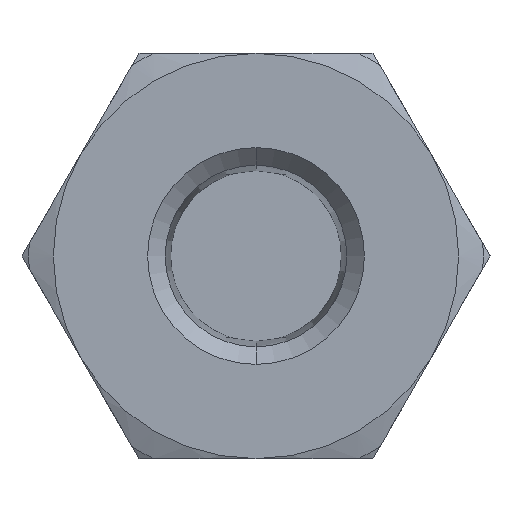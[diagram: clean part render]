
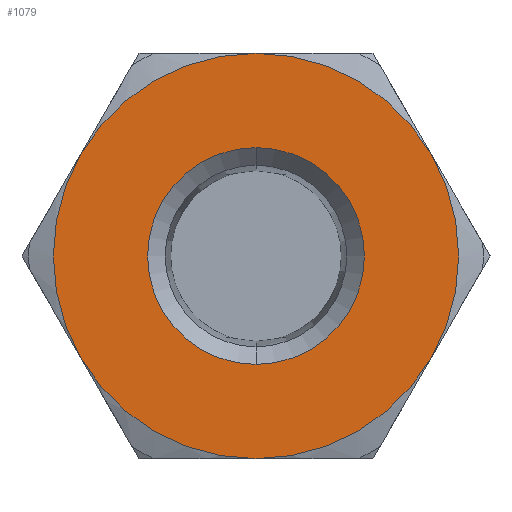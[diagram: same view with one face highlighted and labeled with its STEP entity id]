
A CAD part, front view. The second image highlights one B-rep face of the part: STEP entity #1079.
In plain terms, the highlighted planar face has unit normal (0, -1, 0).
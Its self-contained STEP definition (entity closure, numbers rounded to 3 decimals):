
#45 = AXIS2_PLACEMENT_3D ( 'NONE', #2842, #693, #8857 ) ;
#103 = DIRECTION ( 'NONE',  ( 0., 0., 1. ) ) ;
#693 = DIRECTION ( 'NONE',  ( 0., 1., 0. ) ) ;
#748 = ORIENTED_EDGE ( 'NONE', *, *, #10883, .F. ) ;
#863 = DIRECTION ( 'NONE',  ( 0., 0., -1. ) ) ;
#1018 = CIRCLE ( 'NONE', #8502, 9.5 ) ;
#1079 = ADVANCED_FACE ( 'NONE', ( #11895, #1934 ), #2910, .F. ) ;
#1216 = DIRECTION ( 'NONE',  ( 0., 1., 0. ) ) ;
#1624 = ORIENTED_EDGE ( 'NONE', *, *, #3122, .F. ) ;
#1934 = FACE_OUTER_BOUND ( 'NONE', #12056, .T. ) ;
#1966 = CARTESIAN_POINT ( 'NONE',  ( 0., -21.7, 5.083 ) ) ;
#1991 = VERTEX_POINT ( 'NONE', #12546 ) ;
#2010 = DIRECTION ( 'NONE',  ( 0., -1., 0. ) ) ;
#2090 = DIRECTION ( 'NONE',  ( 0., 0., 1. ) ) ;
#2195 = ORIENTED_EDGE ( 'NONE', *, *, #12206, .F. ) ;
#2350 = AXIS2_PLACEMENT_3D ( 'NONE', #11072, #7698, #3121 ) ;
#2842 = CARTESIAN_POINT ( 'NONE',  ( 0., -21.7, 0. ) ) ;
#2897 = CARTESIAN_POINT ( 'NONE',  ( 8.227, -21.7, -4.75 ) ) ;
#2910 = PLANE ( 'NONE',  #2350 ) ;
#3121 = DIRECTION ( 'NONE',  ( 0., 0., 1. ) ) ;
#3122 = EDGE_CURVE ( 'NONE', #13017, #4508, #6775, .T. ) ;
#3349 = CARTESIAN_POINT ( 'NONE',  ( 0., -21.7, 0. ) ) ;
#3507 = CARTESIAN_POINT ( 'NONE',  ( 0., -21.7, 0. ) ) ;
#3616 = EDGE_LOOP ( 'NONE', ( #4058, #7561 ) ) ;
#4058 = ORIENTED_EDGE ( 'NONE', *, *, #10725, .F. ) ;
#4508 = VERTEX_POINT ( 'NONE', #5049 ) ;
#4523 = DIRECTION ( 'NONE',  ( 0., 0., 1. ) ) ;
#4712 = AXIS2_PLACEMENT_3D ( 'NONE', #3507, #11597, #103 ) ;
#4746 = CIRCLE ( 'NONE', #10598, 5.083 ) ;
#4948 = DIRECTION ( 'NONE',  ( 0., 0., 1. ) ) ;
#5049 = CARTESIAN_POINT ( 'NONE',  ( 8.227, -21.7, 4.75 ) ) ;
#5239 = ORIENTED_EDGE ( 'NONE', *, *, #7801, .F. ) ;
#5509 = DIRECTION ( 'NONE',  ( 0., 1., 0. ) ) ;
#5798 = CIRCLE ( 'NONE', #9851, 9.5 ) ;
#5860 = DIRECTION ( 'NONE',  ( 0., -1., 0. ) ) ;
#5903 = CIRCLE ( 'NONE', #11442, 9.5 ) ;
#6249 = CARTESIAN_POINT ( 'NONE',  ( 0., -21.7, 0. ) ) ;
#6562 = EDGE_CURVE ( 'NONE', #4508, #7096, #7109, .T. ) ;
#6775 = CIRCLE ( 'NONE', #4712, 9.5 ) ;
#6777 = CARTESIAN_POINT ( 'NONE',  ( 0., -21.7, 0. ) ) ;
#6801 = VERTEX_POINT ( 'NONE', #14471 ) ;
#6823 = CIRCLE ( 'NONE', #14219, 5.083 ) ;
#6910 = CARTESIAN_POINT ( 'NONE',  ( 0., -21.7, 0. ) ) ;
#7096 = VERTEX_POINT ( 'NONE', #2897 ) ;
#7108 = DIRECTION ( 'NONE',  ( 0., 0., 1. ) ) ;
#7109 = CIRCLE ( 'NONE', #13690, 9.5 ) ;
#7245 = CARTESIAN_POINT ( 'NONE',  ( -8.227, -21.7, -4.75 ) ) ;
#7488 = VERTEX_POINT ( 'NONE', #7245 ) ;
#7561 = ORIENTED_EDGE ( 'NONE', *, *, #12412, .F. ) ;
#7698 = DIRECTION ( 'NONE',  ( 0., 1., 0. ) ) ;
#7801 = EDGE_CURVE ( 'NONE', #1991, #7488, #1018, .T. ) ;
#8502 = AXIS2_PLACEMENT_3D ( 'NONE', #6777, #5509, #2090 ) ;
#8857 = DIRECTION ( 'NONE',  ( 0., 0., 1. ) ) ;
#9809 = ORIENTED_EDGE ( 'NONE', *, *, #6562, .F. ) ;
#9851 = AXIS2_PLACEMENT_3D ( 'NONE', #6910, #1216, #7108 ) ;
#10598 = AXIS2_PLACEMENT_3D ( 'NONE', #11127, #2010, #863 ) ;
#10725 = EDGE_CURVE ( 'NONE', #12603, #13734, #6823, .T. ) ;
#10883 = EDGE_CURVE ( 'NONE', #7488, #6801, #12933, .T. ) ;
#11072 = CARTESIAN_POINT ( 'NONE',  ( 0., -21.7, 0. ) ) ;
#11107 = EDGE_CURVE ( 'NONE', #6801, #13017, #5903, .T. ) ;
#11127 = CARTESIAN_POINT ( 'NONE',  ( 0., -21.7, 0. ) ) ;
#11295 = CARTESIAN_POINT ( 'NONE',  ( 0., -21.7, -5.083 ) ) ;
#11442 = AXIS2_PLACEMENT_3D ( 'NONE', #6249, #14288, #4948 ) ;
#11443 = DIRECTION ( 'NONE',  ( 0., 1., 0. ) ) ;
#11484 = ORIENTED_EDGE ( 'NONE', *, *, #11107, .F. ) ;
#11597 = DIRECTION ( 'NONE',  ( 0., 1., 0. ) ) ;
#11895 = FACE_BOUND ( 'NONE', #3616, .T. ) ;
#12056 = EDGE_LOOP ( 'NONE', ( #11484, #748, #5239, #2195, #9809, #1624 ) ) ;
#12206 = EDGE_CURVE ( 'NONE', #7096, #1991, #5798, .T. ) ;
#12412 = EDGE_CURVE ( 'NONE', #13734, #12603, #4746, .T. ) ;
#12546 = CARTESIAN_POINT ( 'NONE',  ( 0., -21.7, -9.5 ) ) ;
#12603 = VERTEX_POINT ( 'NONE', #11295 ) ;
#12741 = CARTESIAN_POINT ( 'NONE',  ( 0., -21.7, 0. ) ) ;
#12933 = CIRCLE ( 'NONE', #45, 9.5 ) ;
#12958 = CARTESIAN_POINT ( 'NONE',  ( 0., -21.7, 9.5 ) ) ;
#13017 = VERTEX_POINT ( 'NONE', #12958 ) ;
#13690 = AXIS2_PLACEMENT_3D ( 'NONE', #3349, #11443, #4523 ) ;
#13734 = VERTEX_POINT ( 'NONE', #1966 ) ;
#13891 = DIRECTION ( 'NONE',  ( 0., 0., -1. ) ) ;
#14219 = AXIS2_PLACEMENT_3D ( 'NONE', #12741, #5860, #13891 ) ;
#14288 = DIRECTION ( 'NONE',  ( 0., 1., 0. ) ) ;
#14471 = CARTESIAN_POINT ( 'NONE',  ( -8.227, -21.7, 4.75 ) ) ;
